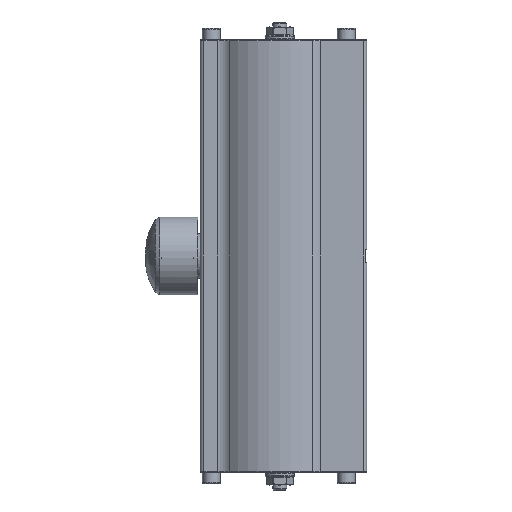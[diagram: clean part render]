
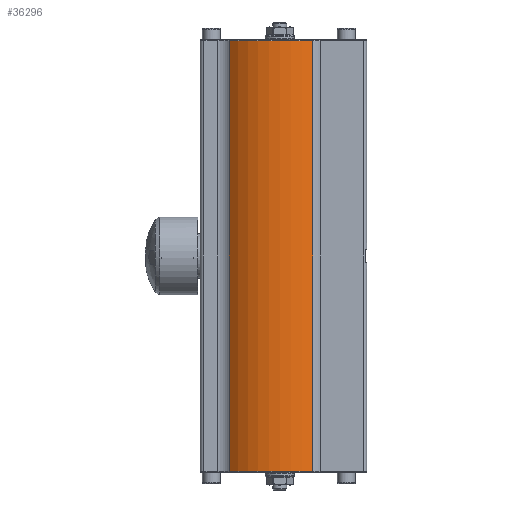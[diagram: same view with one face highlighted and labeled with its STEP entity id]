
A CAD part, left-side view. The second image highlights one B-rep face of the part: STEP entity #36296.
In plain terms, the highlighted cylindrical face has radius 52 mm (diameter 104 mm), a partial arc.
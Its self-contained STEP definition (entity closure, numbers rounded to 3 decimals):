
#3642=LINE('',#68482,#6109);
#3643=LINE('',#68483,#6110);
#6109=VECTOR('',#47032,10.);
#6110=VECTOR('',#47033,10.);
#6966=CYLINDRICAL_SURFACE('',#39210,52.);
#9139=FACE_OUTER_BOUND('',#11510,.T.);
#11510=EDGE_LOOP('',(#29705,#29706,#29707,#29708));
#13000=CIRCLE('',#38835,52.);
#13122=CIRCLE('',#39136,52.);
#15893=VERTEX_POINT('',#66365);
#15895=VERTEX_POINT('',#66371);
#16287=VERTEX_POINT('',#68356);
#16288=VERTEX_POINT('',#68360);
#20260=EDGE_CURVE('',#15893,#15895,#13000,.T.);
#20864=EDGE_CURVE('',#16287,#16288,#13122,.T.);
#20922=EDGE_CURVE('',#15893,#16287,#3642,.T.);
#20923=EDGE_CURVE('',#15895,#16288,#3643,.T.);
#29705=ORIENTED_EDGE('',*,*,#20922,.T.);
#29706=ORIENTED_EDGE('',*,*,#20864,.T.);
#29707=ORIENTED_EDGE('',*,*,#20923,.F.);
#29708=ORIENTED_EDGE('',*,*,#20260,.F.);
#36296=ADVANCED_FACE('',(#9139),#6966,.T.);
#38835=AXIS2_PLACEMENT_3D('',#66375,#45918,#45919);
#39136=AXIS2_PLACEMENT_3D('',#68362,#46864,#46865);
#39210=AXIS2_PLACEMENT_3D('',#68481,#47030,#47031);
#45918=DIRECTION('center_axis',(0.,0.,
-1.));
#45919=DIRECTION('ref_axis',(-0.989,0.148,0.));
#46864=DIRECTION('center_axis',(0.,0.,
-1.));
#46865=DIRECTION('ref_axis',(-0.989,0.148,0.));
#47030=DIRECTION('center_axis',(0.,0.,1.));
#47031=DIRECTION('ref_axis',(0.654,-0.757,0.));
#47032=DIRECTION('',(0.,0.,1.));
#47033=DIRECTION('',(0.,0.,1.));
#66365=CARTESIAN_POINT('',(-46.313,-23.646,-9.));
#66371=CARTESIAN_POINT('',(-37.375,36.154,-9.));
#66375=CARTESIAN_POINT('Origin',(0.,0.,
-9.));
#68356=CARTESIAN_POINT('',(-46.313,-23.646,300.));
#68360=CARTESIAN_POINT('',(-37.375,36.154,300.));
#68362=CARTESIAN_POINT('Origin',(0.,0.,
300.));
#68481=CARTESIAN_POINT('Origin',(0.,0.,0.));
#68482=CARTESIAN_POINT('',(-46.313,-23.646,301.));
#68483=CARTESIAN_POINT('',(-37.375,36.154,0.));
